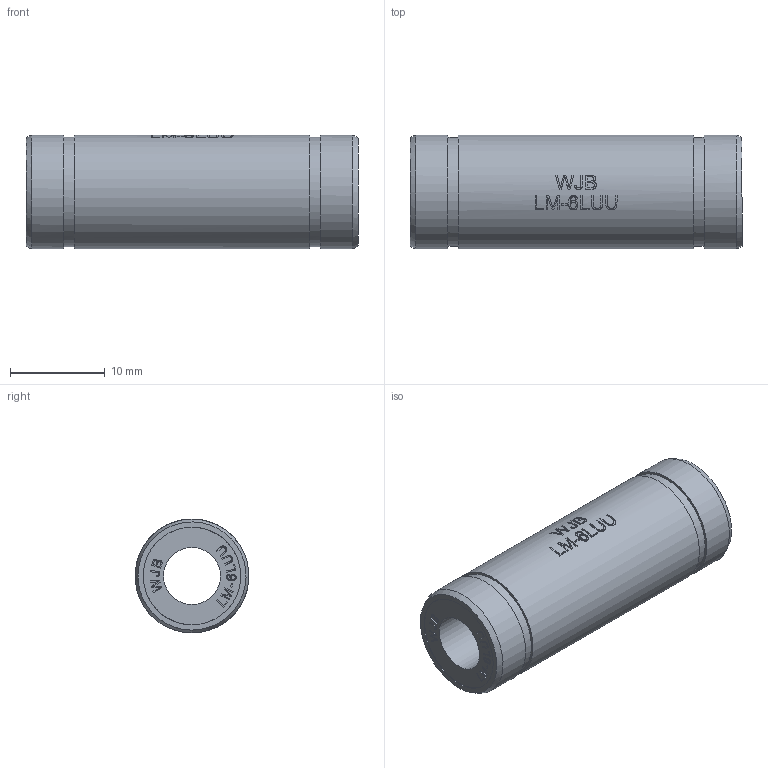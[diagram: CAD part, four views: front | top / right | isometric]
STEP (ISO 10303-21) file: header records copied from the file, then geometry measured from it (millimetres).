
FILE_DESCRIPTION(/* description */ (''),/* implementation_level */ '2;1');
FILE_NAME(/* name */ 'WJB-LM6LUU.stp',/* time_stamp */ '2018-09-04T23:13:48+08:00',/* author */ (''),/* organization */ (''),/* preprocessor_version */ 'ST-DEVELOPER v11',/* originating_system */ 'SIEMENS UGS NX 6.0',/* authorisation */ '');
FILE_SCHEMA (('CONFIG_CONTROL_DESIGN'));
Length unit declared in the file: millimetre
Products named in the file (1): WJB-LM6LUU
Bounding box: 35 x 11.98 x 12 mm (x, y, z)
Volume: 2928.2 mm3; surface area: 2183.7 mm2
Topology: 1 solids, 1 shells, 282 faces, 721 edges, 486 vertices
Faces by surface type: plane 175, extrusion 84, cylinder 21, bspline 2
Full cylindrical faces by diameter (mm): 6 x1, 10.3 x2, 11.5 x2, 12 x3
Entity records: 11449 total; most frequent: CARTESIAN_POINT 5062, ORIENTED_EDGE 1422, DIRECTION 945, EDGE_CURVE 711, VERTEX_POINT 486, VECTOR 451, B_SPLINE_CURVE_WITH_KNOTS 378, LINE 367
